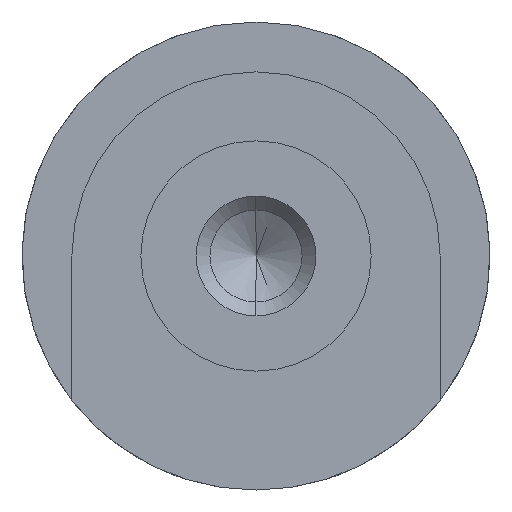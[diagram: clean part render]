
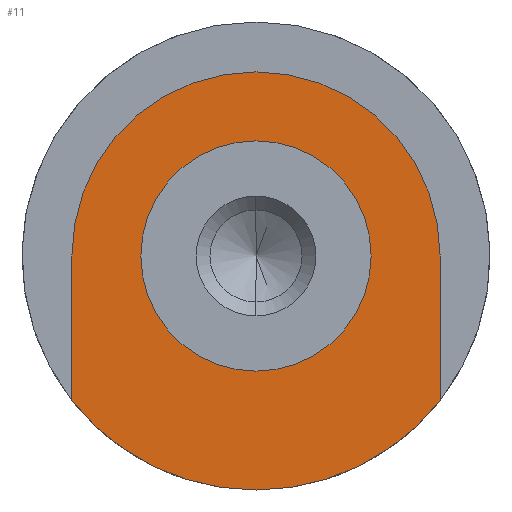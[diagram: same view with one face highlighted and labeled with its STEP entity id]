
A CAD part, left-side view. The second image highlights one B-rep face of the part: STEP entity #11.
In plain terms, the highlighted planar face has unit normal (-1, 0, 0).
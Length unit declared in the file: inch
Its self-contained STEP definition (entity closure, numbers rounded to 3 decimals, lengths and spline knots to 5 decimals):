
#8 = DIRECTION ( 'NONE',  ( 0., 0., 1. ) ) ;
#11 = ADVANCED_FACE ( 'NONE', ( #511, #349 ), #824, .F. ) ;
#13 = EDGE_LOOP ( 'NONE', ( #671, #276, #196, #757, #277 ) ) ;
#31 = DIRECTION ( 'NONE',  ( 0., 0., -1. ) ) ;
#40 = CIRCLE ( 'NONE', #480, 0.246 ) ;
#61 = DIRECTION ( 'NONE',  ( -1., 0., 0. ) ) ;
#70 = DIRECTION ( 'NONE',  ( -1., 0., 0. ) ) ;
#98 = EDGE_CURVE ( 'NONE', #636, #886, #40, .T. ) ;
#118 = DIRECTION ( 'NONE',  ( 1., 0., 0. ) ) ;
#145 = DIRECTION ( 'NONE',  ( 0., -1., 0. ) ) ;
#150 = CARTESIAN_POINT ( 'NONE',  ( 0., 0., -0.5 ) ) ;
#160 = AXIS2_PLACEMENT_3D ( 'NONE', #828, #118, #436 ) ;
#174 = CIRCLE ( 'NONE', #531, 0.3935 ) ;
#180 = CARTESIAN_POINT ( 'NONE',  ( 0., 0.3935, -0.30848 ) ) ;
#193 = CARTESIAN_POINT ( 'NONE',  ( 0., 0., 0. ) ) ;
#196 = ORIENTED_EDGE ( 'NONE', *, *, #232, .T. ) ;
#205 = VERTEX_POINT ( 'NONE', #482 ) ;
#209 = DIRECTION ( 'NONE',  ( 0., 0., 1. ) ) ;
#232 = EDGE_CURVE ( 'NONE', #604, #357, #463, .T. ) ;
#244 = CIRCLE ( 'NONE', #775, 0.246 ) ;
#254 = VERTEX_POINT ( 'NONE', #324 ) ;
#276 = ORIENTED_EDGE ( 'NONE', *, *, #431, .T. ) ;
#277 = ORIENTED_EDGE ( 'NONE', *, *, #607, .T. ) ;
#299 = EDGE_LOOP ( 'NONE', ( #506, #502 ) ) ;
#324 = CARTESIAN_POINT ( 'NONE',  ( 0., -0.3935, 0. ) ) ;
#334 = CARTESIAN_POINT ( 'NONE',  ( 0., -0.246, 0. ) ) ;
#349 = FACE_OUTER_BOUND ( 'NONE', #13, .T. ) ;
#357 = VERTEX_POINT ( 'NONE', #458 ) ;
#431 = EDGE_CURVE ( 'NONE', #1014, #604, #951, .T. ) ;
#436 = DIRECTION ( 'NONE',  ( 0., 0., -1. ) ) ;
#443 = LINE ( 'NONE', #821, #444 ) ;
#444 = VECTOR ( 'NONE', #593, 39.37008 ) ;
#458 = CARTESIAN_POINT ( 'NONE',  ( 0., -0.3935, -0.30848 ) ) ;
#463 = CIRCLE ( 'NONE', #966, 0.5 ) ;
#470 = DIRECTION ( 'NONE',  ( 0., -1., 0. ) ) ;
#480 = AXIS2_PLACEMENT_3D ( 'NONE', #932, #540, #1017 ) ;
#482 = CARTESIAN_POINT ( 'NONE',  ( 0., 0.3935, 0. ) ) ;
#486 = EDGE_CURVE ( 'NONE', #205, #1014, #623, .T. ) ;
#502 = ORIENTED_EDGE ( 'NONE', *, *, #98, .F. ) ;
#506 = ORIENTED_EDGE ( 'NONE', *, *, #536, .F. ) ;
#511 = FACE_BOUND ( 'NONE', #299, .T. ) ;
#525 = DIRECTION ( 'NONE',  ( -1., 0., 0. ) ) ;
#531 = AXIS2_PLACEMENT_3D ( 'NONE', #1031, #1022, #145 ) ;
#536 = EDGE_CURVE ( 'NONE', #886, #636, #244, .T. ) ;
#540 = DIRECTION ( 'NONE',  ( -1., 0., 0. ) ) ;
#548 = AXIS2_PLACEMENT_3D ( 'NONE', #611, #525, #209 ) ;
#581 = VECTOR ( 'NONE', #31, 39.37008 ) ;
#593 = DIRECTION ( 'NONE',  ( 0., 0., -1. ) ) ;
#604 = VERTEX_POINT ( 'NONE', #150 ) ;
#607 = EDGE_CURVE ( 'NONE', #254, #205, #174, .T. ) ;
#611 = CARTESIAN_POINT ( 'NONE',  ( 0., 0., 0. ) ) ;
#623 = LINE ( 'NONE', #927, #581 ) ;
#626 = CARTESIAN_POINT ( 'NONE',  ( 0., 0., 0. ) ) ;
#636 = VERTEX_POINT ( 'NONE', #334 ) ;
#671 = ORIENTED_EDGE ( 'NONE', *, *, #486, .T. ) ;
#739 = EDGE_CURVE ( 'NONE', #254, #357, #443, .T. ) ;
#757 = ORIENTED_EDGE ( 'NONE', *, *, #739, .F. ) ;
#775 = AXIS2_PLACEMENT_3D ( 'NONE', #626, #61, #470 ) ;
#821 = CARTESIAN_POINT ( 'NONE',  ( 0., -0.3935, 0. ) ) ;
#824 = PLANE ( 'NONE',  #160 ) ;
#828 = CARTESIAN_POINT ( 'NONE',  ( 0., 0.5, 0. ) ) ;
#886 = VERTEX_POINT ( 'NONE', #980 ) ;
#927 = CARTESIAN_POINT ( 'NONE',  ( 0., 0.3935, 0. ) ) ;
#932 = CARTESIAN_POINT ( 'NONE',  ( 0., 0., 0. ) ) ;
#951 = CIRCLE ( 'NONE', #548, 0.5 ) ;
#966 = AXIS2_PLACEMENT_3D ( 'NONE', #193, #70, #8 ) ;
#980 = CARTESIAN_POINT ( 'NONE',  ( 0., 0.246, 0. ) ) ;
#1014 = VERTEX_POINT ( 'NONE', #180 ) ;
#1017 = DIRECTION ( 'NONE',  ( 0., -1., 0. ) ) ;
#1022 = DIRECTION ( 'NONE',  ( -1., 0., 0. ) ) ;
#1031 = CARTESIAN_POINT ( 'NONE',  ( 0., 0., 0. ) ) ;
